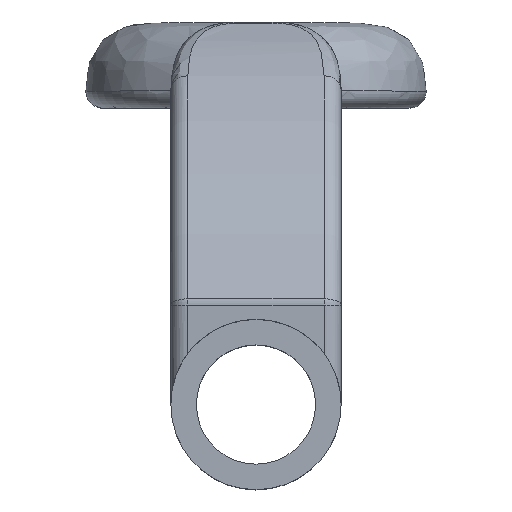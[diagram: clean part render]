
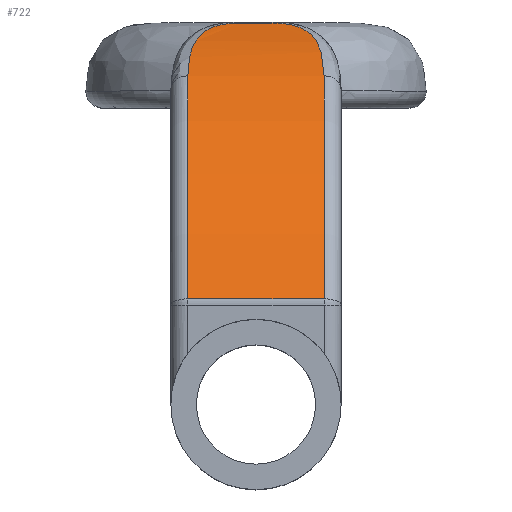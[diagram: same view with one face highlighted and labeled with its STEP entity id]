
A CAD part, top view. The second image highlights one B-rep face of the part: STEP entity #722.
In plain terms, the highlighted cylindrical face has radius 28.358 mm (diameter 56.716 mm), a partial arc.
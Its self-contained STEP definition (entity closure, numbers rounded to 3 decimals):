
#23 = CARTESIAN_POINT ( 'NONE',  ( 4., 6.211, 2.433 ) ) ;
#29 = CARTESIAN_POINT ( 'NONE',  ( -1., 22.433, -13.789 ) ) ;
#47 = CARTESIAN_POINT ( 'NONE',  ( 1.673, 22.398, -13.698 ) ) ;
#54 = CARTESIAN_POINT ( 'NONE',  ( 1.171, 22.433, -13.789 ) ) ;
#61 = DIRECTION ( 'NONE',  ( 1., 0., 0. ) ) ;
#81 = VERTEX_POINT ( 'NONE', #1778 ) ;
#91 = CARTESIAN_POINT ( 'NONE',  ( -4., -4.017, -24.017 ) ) ;
#123 = VERTEX_POINT ( 'NONE', #1391 ) ;
#125 = CARTESIAN_POINT ( 'NONE',  ( 4., -4.017, -24.017 ) ) ;
#190 = CARTESIAN_POINT ( 'NONE',  ( 3.482, 21.474, -11.589 ) ) ;
#201 = CARTESIAN_POINT ( 'NONE',  ( -5., -4.017, -24.017 ) ) ;
#246 = ORIENTED_EDGE ( 'NONE', *, *, #869, .T. ) ;
#270 = CARTESIAN_POINT ( 'NONE',  ( -1., 22.433, -13.789 ) ) ;
#277 = B_SPLINE_CURVE_WITH_KNOTS ( 'NONE', 3,
 ( #29, #1825, #1808, #1801, #1796, #1782, #1764, #1757, #1752, #1732, #1708, #1688, #1674, #1668, #1626, #1620, #1614, #1603 ),
 .UNSPECIFIED., .F., .F.,
 ( 4, 2, 2, 2, 2, 2, 2, 2, 4 ),
 ( 0., 0.001, 0.001, 0.002, 0.003, 0.004, 0.005, 0.006, 0.008 ),
 .UNSPECIFIED. ) ;
#307 = CYLINDRICAL_SURFACE ( 'NONE', #1259, 28.358 ) ;
#324 = CARTESIAN_POINT ( 'NONE',  ( 2.129, 22.318, -13.496 ) ) ;
#393 = DIRECTION ( 'NONE',  ( -1., 0., 0. ) ) ;
#414 = ORIENTED_EDGE ( 'NONE', *, *, #577, .T. ) ;
#436 = VERTEX_POINT ( 'NONE', #270 ) ;
#462 = CARTESIAN_POINT ( 'NONE',  ( 2.954, 21.992, -12.712 ) ) ;
#471 = DIRECTION ( 'NONE',  ( 0., 0., -1. ) ) ;
#488 = ORIENTED_EDGE ( 'NONE', *, *, #710, .T. ) ;
#501 = VECTOR ( 'NONE', #1335, 1000. ) ;
#518 = EDGE_CURVE ( 'NONE', #123, #530, #855, .T. ) ;
#530 = VERTEX_POINT ( 'NONE', #1047 ) ;
#537 = ORIENTED_EDGE ( 'NONE', *, *, #1099, .T. ) ;
#577 = EDGE_CURVE ( 'NONE', #81, #692, #1282, .T. ) ;
#606 = CARTESIAN_POINT ( 'NONE',  ( 3.742, 21.042, -10.725 ) ) ;
#610 = CARTESIAN_POINT ( 'NONE',  ( 2.525, 22.197, -13.198 ) ) ;
#613 = CIRCLE ( 'NONE', #1326, 28.358 ) ;
#653 = DIRECTION ( 'NONE',  ( 1., 0., 0. ) ) ;
#692 = VERTEX_POINT ( 'NONE', #1514 ) ;
#710 = EDGE_CURVE ( 'NONE', #530, #436, #1568, .T. ) ;
#722 = ADVANCED_FACE ( 'NONE', ( #1628 ), #307, .T. ) ;
#855 = B_SPLINE_CURVE_WITH_KNOTS ( 'NONE', 3,
 ( #1029, #1618, #1471, #1630, #606, #1548, #190, #1181, #1325, #1172, #462, #1780, #610, #1477, #324, #1715, #47, #1187, #54, #903 ),
 .UNSPECIFIED., .F., .F.,
 ( 4, 2, 2, 2, 2, 2, 2, 2, 2, 4 ),
 ( 0., 0.002, 0.004, 0.004, 0.005, 0.006, 0.006, 0.007, 0.007, 0.008 ),
 .UNSPECIFIED. ) ;
#869 = EDGE_CURVE ( 'NONE', #1816, #123, #613, .T. ) ;
#903 = CARTESIAN_POINT ( 'NONE',  ( 1., 22.433, -13.789 ) ) ;
#960 = EDGE_LOOP ( 'NONE', ( #1575, #488, #1860, #414, #537, #246 ) ) ;
#1029 = CARTESIAN_POINT ( 'NONE',  ( 4., 19.323, -7.91 ) ) ;
#1047 = CARTESIAN_POINT ( 'NONE',  ( 1., 22.433, -13.789 ) ) ;
#1089 = CARTESIAN_POINT ( 'NONE',  ( -5., 22.433, -13.789 ) ) ;
#1099 = EDGE_CURVE ( 'NONE', #692, #1816, #1739, .T. ) ;
#1172 = CARTESIAN_POINT ( 'NONE',  ( 3.115, 21.874, -12.443 ) ) ;
#1181 = CARTESIAN_POINT ( 'NONE',  ( 3.375, 21.612, -11.877 ) ) ;
#1185 = CARTESIAN_POINT ( 'NONE',  ( -5., 6.211, 2.433 ) ) ;
#1187 = CARTESIAN_POINT ( 'NONE',  ( 1.342, 22.426, -13.772 ) ) ;
#1195 = DIRECTION ( 'NONE',  ( 1., 0., 0. ) ) ;
#1259 = AXIS2_PLACEMENT_3D ( 'NONE', #201, #1195, #471 ) ;
#1282 = CIRCLE ( 'NONE', #1398, 28.358 ) ;
#1325 = CARTESIAN_POINT ( 'NONE',  ( 3.315, 21.68, -12.022 ) ) ;
#1326 = AXIS2_PLACEMENT_3D ( 'NONE', #125, #393, #1394 ) ;
#1333 = VECTOR ( 'NONE', #61, 1000. ) ;
#1335 = DIRECTION ( 'NONE',  ( -1., 0., 0. ) ) ;
#1391 = CARTESIAN_POINT ( 'NONE',  ( 4., 19.323, -7.91 ) ) ;
#1394 = DIRECTION ( 'NONE',  ( 0., 0., 1. ) ) ;
#1398 = AXIS2_PLACEMENT_3D ( 'NONE', #91, #653, #1670 ) ;
#1471 = CARTESIAN_POINT ( 'NONE',  ( 3.972, 20.06, -9.019 ) ) ;
#1477 = CARTESIAN_POINT ( 'NONE',  ( 2.271, 22.281, -13.404 ) ) ;
#1487 = EDGE_CURVE ( 'NONE', #436, #81, #277, .T. ) ;
#1514 = CARTESIAN_POINT ( 'NONE',  ( -4., 6.211, 2.433 ) ) ;
#1548 = CARTESIAN_POINT ( 'NONE',  ( 3.529, 21.403, -11.445 ) ) ;
#1568 = LINE ( 'NONE', #1089, #501 ) ;
#1575 = ORIENTED_EDGE ( 'NONE', *, *, #518, .T. ) ;
#1603 = CARTESIAN_POINT ( 'NONE',  ( -4., 19.323, -7.91 ) ) ;
#1614 = CARTESIAN_POINT ( 'NONE',  ( -4., 19.704, -8.461 ) ) ;
#1618 = CARTESIAN_POINT ( 'NONE',  ( 4., 19.703, -8.46 ) ) ;
#1620 = CARTESIAN_POINT ( 'NONE',  ( -3.972, 20.062, -9.022 ) ) ;
#1626 = CARTESIAN_POINT ( 'NONE',  ( -3.873, 20.566, -9.876 ) ) ;
#1628 = FACE_OUTER_BOUND ( 'NONE', #960, .T. ) ;
#1630 = CARTESIAN_POINT ( 'NONE',  ( 3.841, 20.73, -10.152 ) ) ;
#1668 = CARTESIAN_POINT ( 'NONE',  ( -3.831, 20.729, -10.163 ) ) ;
#1670 = DIRECTION ( 'NONE',  ( 0., 0., 1. ) ) ;
#1674 = CARTESIAN_POINT ( 'NONE',  ( -3.72, 21.043, -10.74 ) ) ;
#1688 = CARTESIAN_POINT ( 'NONE',  ( -3.652, 21.195, -11.03 ) ) ;
#1708 = CARTESIAN_POINT ( 'NONE',  ( -3.479, 21.486, -11.611 ) ) ;
#1715 = CARTESIAN_POINT ( 'NONE',  ( 1.83, 22.376, -13.643 ) ) ;
#1732 = CARTESIAN_POINT ( 'NONE',  ( -3.375, 21.623, -11.898 ) ) ;
#1739 = LINE ( 'NONE', #1185, #1333 ) ;
#1752 = CARTESIAN_POINT ( 'NONE',  ( -3.107, 21.879, -12.455 ) ) ;
#1757 = CARTESIAN_POINT ( 'NONE',  ( -2.942, 21.999, -12.729 ) ) ;
#1764 = CARTESIAN_POINT ( 'NONE',  ( -2.527, 22.204, -13.213 ) ) ;
#1778 = CARTESIAN_POINT ( 'NONE',  ( -4., 19.323, -7.91 ) ) ;
#1780 = CARTESIAN_POINT ( 'NONE',  ( 2.641, 22.149, -13.082 ) ) ;
#1782 = CARTESIAN_POINT ( 'NONE',  ( -2.27, 22.291, -13.428 ) ) ;
#1796 = CARTESIAN_POINT ( 'NONE',  ( -1.825, 22.377, -13.645 ) ) ;
#1801 = CARTESIAN_POINT ( 'NONE',  ( -1.663, 22.399, -13.701 ) ) ;
#1808 = CARTESIAN_POINT ( 'NONE',  ( -1.337, 22.426, -13.772 ) ) ;
#1816 = VERTEX_POINT ( 'NONE', #23 ) ;
#1825 = CARTESIAN_POINT ( 'NONE',  ( -1.17, 22.433, -13.789 ) ) ;
#1860 = ORIENTED_EDGE ( 'NONE', *, *, #1487, .T. ) ;
